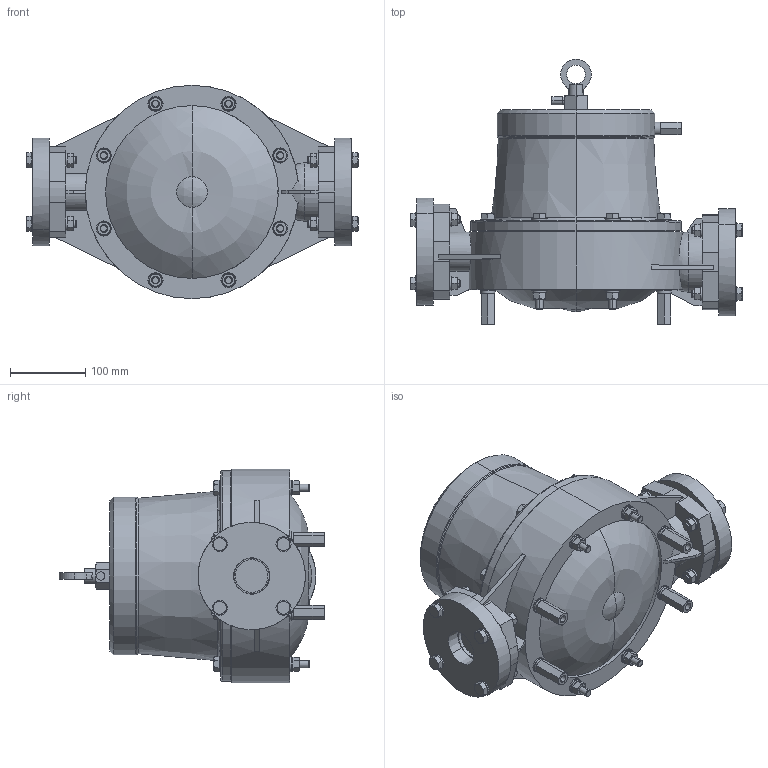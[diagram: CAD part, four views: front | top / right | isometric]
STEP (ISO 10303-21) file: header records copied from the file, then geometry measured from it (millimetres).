
FILE_DESCRIPTION (( 'STEP AP214' ), '1' );
FILE_NAME ('AD-40P_.STEP', '2009-03-27T07:32:11', ( ' ' ), ( ' ' ), 'SwSTEP 2.0', 'SolidWorks 2006303', '' );
FILE_SCHEMA (( 'AUTOMOTIVE_DESIGN' ));
Length unit declared in the file: millimetre
Products named in the file (1): AD-40P_
Bounding box: 442 x 353.8 x 284 mm (x, y, z)
Volume: 13365217.3 mm3; surface area: 542783 mm2
Topology: 1 solids, 11 shells, 1190 faces, 2744 edges, 1679 vertices
Faces by surface type: plane 584, cone 312, cylinder 274, torus 12, sphere 6, bspline 2
Entity records: 35602 total; most frequent: CARTESIAN_POINT 8765, DIRECTION 5720, ORIENTED_EDGE 5468, EDGE_CURVE 2734, AXIS2_PLACEMENT_3D 2297, VERTEX_POINT 1677, EDGE_LOOP 1335, ADVANCED_FACE 1190
